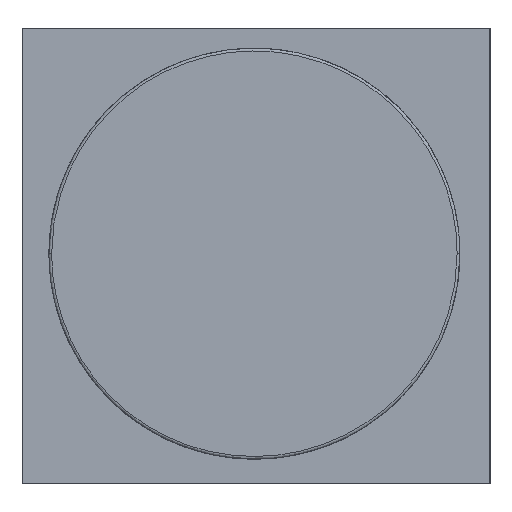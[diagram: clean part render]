
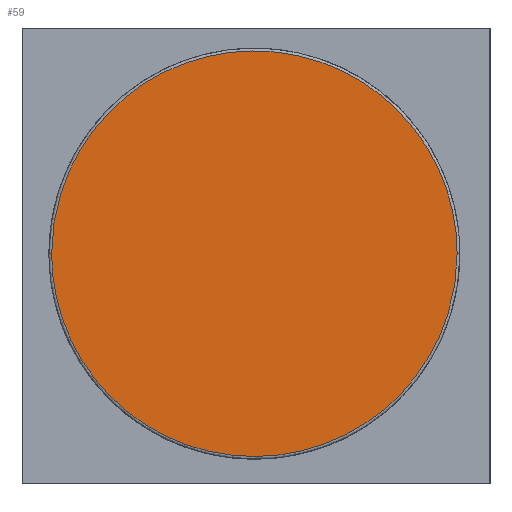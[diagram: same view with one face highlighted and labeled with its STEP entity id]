
A CAD part, left-side view. The second image highlights one B-rep face of the part: STEP entity #59.
In plain terms, the highlighted free-form (B-spline) face has degree [1, 1] with [2, 2] control points.
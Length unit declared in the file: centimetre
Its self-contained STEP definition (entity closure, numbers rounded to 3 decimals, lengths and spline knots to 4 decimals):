
#59=ADVANCED_FACE('',(#101),#435,.T.);
#101=FACE_OUTER_BOUND('',#143,.T.);
#143=EDGE_LOOP('',(#240,#241));
#240=ORIENTED_EDGE('',*,*,#357,.F.);
#241=ORIENTED_EDGE('',*,*,#349,.F.);
#349=EDGE_CURVE('',#407,#411,#541,.T.);
#357=EDGE_CURVE('',#411,#407,#548,.T.);
#407=VERTEX_POINT('',#1567);
#411=VERTEX_POINT('',#1571);
#435=B_SPLINE_SURFACE_WITH_KNOTS('',1,1,((#1448,#1449),(#1450,#1451)),.UNSPECIFIED.,
.F.,.F.,.F.,(2,2),(2,2),(-7.5,7.5),(-15.,0.),.UNSPECIFIED.);
#541=(
BOUNDED_CURVE()
B_SPLINE_CURVE(3,(#1332,#1333,#1334,#1335,#1336,#1337,#1338,#1339,#1340,
#1341,#1342),.UNSPECIFIED.,.F.,.F.)
B_SPLINE_CURVE_WITH_KNOTS((4,1,1,1,1,1,1,1,4),(0.,2.6978,5.6202,
8.5575,11.6235,14.3213,17.2438,20.181,
23.247),.UNSPECIFIED.)
CURVE()
GEOMETRIC_REPRESENTATION_ITEM()
RATIONAL_B_SPLINE_CURVE((1.,1.,1.,1.,1.,1.,1.,1.,1.,1.,1.))
REPRESENTATION_ITEM('')
);
#548=(
BOUNDED_CURVE()
B_SPLINE_CURVE(3,(#1387,#1388,#1389,#1390,#1391,#1392,#1393,#1394,#1395,
#1396,#1397),.UNSPECIFIED.,.F.,.F.)
B_SPLINE_CURVE_WITH_KNOTS((4,1,1,1,1,1,1,1,4),(23.247,25.9449,
28.8673,31.8045,34.8705,37.5684,40.4908,
43.428,46.4941),.UNSPECIFIED.)
CURVE()
GEOMETRIC_REPRESENTATION_ITEM()
RATIONAL_B_SPLINE_CURVE((1.,1.,1.,1.,1.,1.,1.,1.,1.,1.,1.))
REPRESENTATION_ITEM('')
);
#1332=CARTESIAN_POINT('',(38.9999,44.7803,17.9086));
#1333=CARTESIAN_POINT('',(38.9999,44.7806,18.8077));
#1334=CARTESIAN_POINT('',(38.9999,44.4353,20.6814));
#1335=CARTESIAN_POINT('',(38.9999,42.8855,23.1424));
#1336=CARTESIAN_POINT('',(38.9999,40.403,24.8884));
#1337=CARTESIAN_POINT('',(38.9999,37.5033,25.4976));
#1338=CARTESIAN_POINT('',(38.9999,34.6076,24.9634));
#1339=CARTESIAN_POINT('',(38.9999,32.1464,23.414));
#1340=CARTESIAN_POINT('',(38.9999,30.4006,20.9312));
#1341=CARTESIAN_POINT('',(38.9999,29.9802,18.9306));
#1342=CARTESIAN_POINT('',(38.9999,29.98,17.9087));
#1387=CARTESIAN_POINT('',(38.9999,29.98,17.9087));
#1388=CARTESIAN_POINT('',(38.9999,29.9798,17.0095));
#1389=CARTESIAN_POINT('',(38.9999,30.3256,15.1359));
#1390=CARTESIAN_POINT('',(38.9999,31.8749,12.6745));
#1391=CARTESIAN_POINT('',(38.9999,34.3577,10.9289));
#1392=CARTESIAN_POINT('',(38.9999,37.2574,10.3195));
#1393=CARTESIAN_POINT('',(38.9999,40.153,10.8539));
#1394=CARTESIAN_POINT('',(38.9999,42.6144,12.4031));
#1395=CARTESIAN_POINT('',(38.9999,44.3596,14.8861));
#1396=CARTESIAN_POINT('',(38.9999,44.7811,16.8864));
#1397=CARTESIAN_POINT('',(38.9999,44.7803,17.9086));
#1448=CARTESIAN_POINT('',(38.9999,29.8803,10.4086));
#1449=CARTESIAN_POINT('',(38.9999,44.8803,10.4086));
#1450=CARTESIAN_POINT('',(38.9999,29.8803,25.4086));
#1451=CARTESIAN_POINT('',(38.9999,44.8803,25.4086));
#1567=CARTESIAN_POINT('',(38.9999,44.7803,17.9086));
#1571=CARTESIAN_POINT('',(38.9999,29.98,17.9087));
